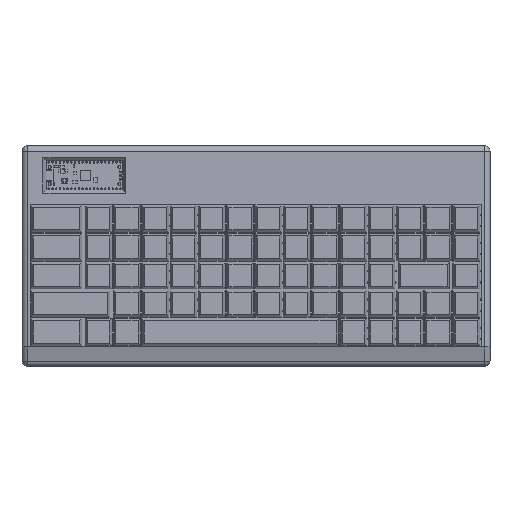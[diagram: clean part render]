
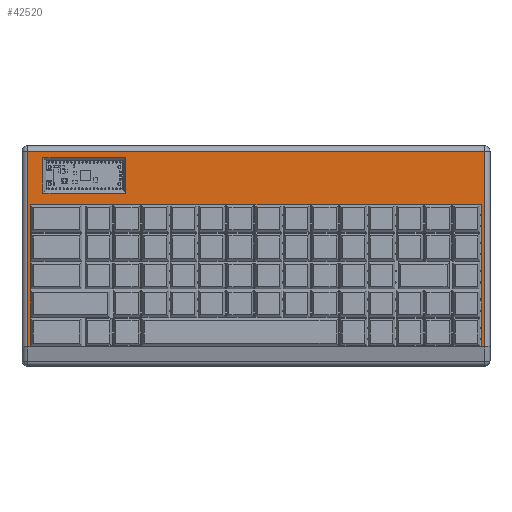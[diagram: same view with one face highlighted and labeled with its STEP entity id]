
A CAD part, top view. The second image highlights one B-rep face of the part: STEP entity #42520.
In plain terms, the highlighted planar face has unit normal (0, 0, 1).
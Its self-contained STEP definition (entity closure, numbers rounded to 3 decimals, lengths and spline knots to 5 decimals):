
#7871=ORIENTED_EDGE('',*,*,#18186,.T.);
#7872=ORIENTED_EDGE('',*,*,#18187,.T.);
#7873=ORIENTED_EDGE('',*,*,#18188,.T.);
#7874=ORIENTED_EDGE('',*,*,#18189,.T.);
#7875=ORIENTED_EDGE('',*,*,#18190,.T.);
#7876=ORIENTED_EDGE('',*,*,#18191,.T.);
#7877=ORIENTED_EDGE('',*,*,#18192,.T.);
#7878=ORIENTED_EDGE('',*,*,#18193,.T.);
#7879=ORIENTED_EDGE('',*,*,#18194,.F.);
#7880=ORIENTED_EDGE('',*,*,#18195,.T.);
#7881=ORIENTED_EDGE('',*,*,#18196,.T.);
#7882=ORIENTED_EDGE('',*,*,#18197,.F.);
#18186=EDGE_CURVE('',#23910,#23911,#26938,.T.);
#18187=EDGE_CURVE('',#23911,#23912,#26939,.T.);
#18188=EDGE_CURVE('',#23912,#23913,#26940,.T.);
#18189=EDGE_CURVE('',#23913,#23910,#26941,.T.);
#18190=EDGE_CURVE('',#23914,#23915,#26942,.F.);
#18191=EDGE_CURVE('',#23915,#23916,#26943,.F.);
#18192=EDGE_CURVE('',#23916,#23917,#26944,.T.);
#18193=EDGE_CURVE('',#23917,#23914,#26945,.T.);
#18194=EDGE_CURVE('',#23918,#23919,#26946,.T.);
#18195=EDGE_CURVE('',#23918,#23920,#26947,.T.);
#18196=EDGE_CURVE('',#23920,#23921,#26948,.T.);
#18197=EDGE_CURVE('',#23919,#23921,#26949,.T.);
#23910=VERTEX_POINT('',#67242);
#23911=VERTEX_POINT('',#67243);
#23912=VERTEX_POINT('',#67245);
#23913=VERTEX_POINT('',#67247);
#23914=VERTEX_POINT('',#67250);
#23915=VERTEX_POINT('',#67251);
#23916=VERTEX_POINT('',#67253);
#23917=VERTEX_POINT('',#67255);
#23918=VERTEX_POINT('',#67258);
#23919=VERTEX_POINT('',#67259);
#23920=VERTEX_POINT('',#67261);
#23921=VERTEX_POINT('',#67263);
#26938=LINE('',#67241,#29814);
#26939=LINE('',#67244,#29815);
#26940=LINE('',#67246,#29816);
#26941=LINE('',#67248,#29817);
#26942=LINE('',#67249,#29818);
#26943=LINE('',#67252,#29819);
#26944=LINE('',#67254,#29820);
#26945=LINE('',#67256,#29821);
#26946=LINE('',#67257,#29822);
#26947=LINE('',#67260,#29823);
#26948=LINE('',#67262,#29824);
#26949=LINE('',#67264,#29825);
#29814=VECTOR('',#54034,1.);
#29815=VECTOR('',#54035,1.);
#29816=VECTOR('',#54036,1.);
#29817=VECTOR('',#54037,1.);
#29818=VECTOR('',#54038,1.);
#29819=VECTOR('',#54039,1.);
#29820=VECTOR('',#54040,1.);
#29821=VECTOR('',#54041,1.);
#29822=VECTOR('',#54042,1.);
#29823=VECTOR('',#54043,1.);
#29824=VECTOR('',#54044,1.);
#29825=VECTOR('',#54045,1.);
#34557=EDGE_LOOP('',(#7871,#7872,#7873,#7874));
#34558=EDGE_LOOP('',(#7875,#7876,#7877,#7878));
#34559=EDGE_LOOP('',(#7879,#7880,#7881,#7882));
#38903=FACE_BOUND('',#34557,.T.);
#38904=FACE_BOUND('',#34558,.T.);
#38905=FACE_BOUND('',#34559,.T.);
#41172=PLANE('',#46564);
#42520=ADVANCED_FACE('',(#38903,#38904,#38905),#41172,.T.);
#46564=AXIS2_PLACEMENT_3D('',#67240,#54032,#54033);
#54032=DIRECTION('',(0.,0.,1.));
#54033=DIRECTION('',(1.,0.,0.));
#54034=DIRECTION('',(1.,0.,0.));
#54035=DIRECTION('',(0.,-1.,0.));
#54036=DIRECTION('',(-1.,0.,0.));
#54037=DIRECTION('',(0.,1.,0.));
#54038=DIRECTION('',(1.,0.,0.));
#54039=DIRECTION('',(0.,1.,0.));
#54040=DIRECTION('',(1.,0.,0.));
#54041=DIRECTION('',(0.,1.,0.));
#54042=DIRECTION('',(0.,-1.,0.));
#54043=DIRECTION('',(1.,0.,0.));
#54044=DIRECTION('',(0.,-1.,0.));
#54045=DIRECTION('',(1.,0.,0.));
#67240=CARTESIAN_POINT('',(0.,0.,0.014));
#67241=CARTESIAN_POINT('',(0.,0.06615,0.014));
#67242=CARTESIAN_POINT('',(-0.14349,0.06615,0.014));
#67243=CARTESIAN_POINT('',(-0.08769,0.06615,0.014));
#67244=CARTESIAN_POINT('',(-0.08769,0.,0.014));
#67245=CARTESIAN_POINT('',(-0.08769,0.04235,0.014));
#67246=CARTESIAN_POINT('',(-0.14159,0.04235,0.014));
#67247=CARTESIAN_POINT('',(-0.14349,0.04235,0.014));
#67248=CARTESIAN_POINT('',(-0.14349,0.06425,0.014));
#67249=CARTESIAN_POINT('',(0.,0.07025,0.014));
#67250=CARTESIAN_POINT('',(0.15359,0.07025,0.014));
#67251=CARTESIAN_POINT('',(-0.15359,0.07025,0.014));
#67252=CARTESIAN_POINT('',(-0.15359,0.,0.014));
#67253=CARTESIAN_POINT('',(-0.15359,-0.06125,0.014));
#67254=CARTESIAN_POINT('',(0.15759,-0.06125,0.014));
#67255=CARTESIAN_POINT('',(0.15359,-0.06125,0.014));
#67256=CARTESIAN_POINT('',(0.15359,0.07425,0.014));
#67257=CARTESIAN_POINT('',(-0.15185,-0.0131,0.014));
#67258=CARTESIAN_POINT('',(-0.15185,0.03453,0.014));
#67259=CARTESIAN_POINT('',(-0.15185,-0.06072,0.014));
#67260=CARTESIAN_POINT('',(0.,0.03453,0.014));
#67261=CARTESIAN_POINT('',(0.15185,0.03453,0.014));
#67262=CARTESIAN_POINT('',(0.15185,-0.0131,0.014));
#67263=CARTESIAN_POINT('',(0.15185,-0.06072,0.014));
#67264=CARTESIAN_POINT('',(0.,-0.06072,0.014));
